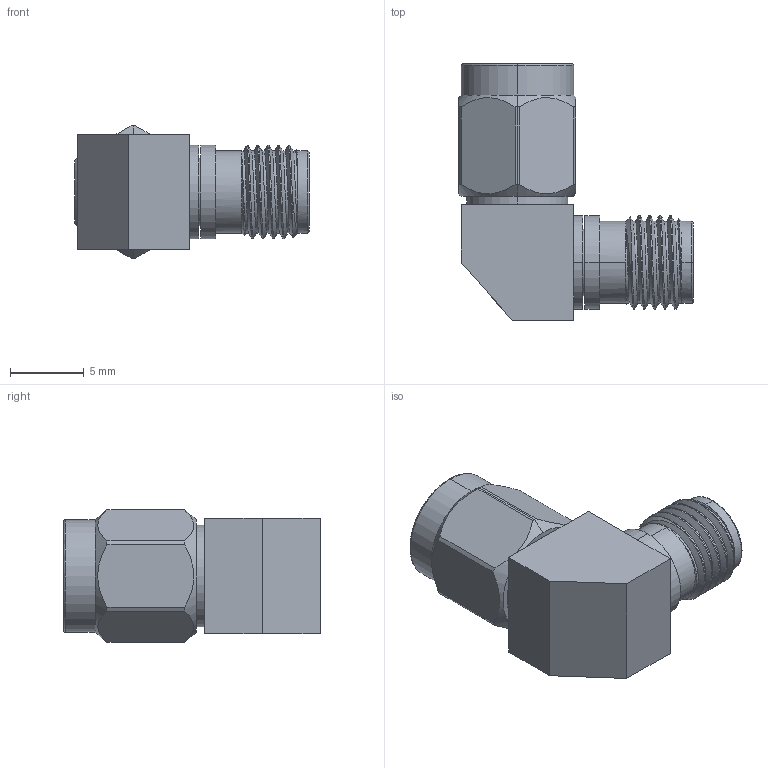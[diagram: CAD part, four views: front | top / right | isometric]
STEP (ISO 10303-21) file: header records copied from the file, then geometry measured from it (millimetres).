
FILE_DESCRIPTION (( 'STEP AP203' ), '1' );
FILE_NAME ('PE91136.step', '2019-07-18T22:44:59', ( '' ), ( '' ), 'SwSTEP 2.0', 'SolidWorks 2018', '' );
FILE_SCHEMA (( 'CONFIG_CONTROL_DESIGN' ));
Length unit declared in the file: inch
Products named in the file (1): PE91136
Bounding box: 15.91 x 17.42 x 8.99 mm (x, y, z)
Volume: 969.8 mm3; surface area: 1050.7 mm2
Topology: 1 solids, 1 shells, 121 faces, 295 edges, 190 vertices
Faces by surface type: cylinder 57, plane 35, cone 19, bspline 8, torus 2
Entity records: 5778 total; most frequent: CARTESIAN_POINT 2993, ORIENTED_EDGE 590, DIRECTION 545, EDGE_CURVE 295, AXIS2_PLACEMENT_3D 219, VERTEX_POINT 190, EDGE_LOOP 135, FACE_OUTER_BOUND 121
